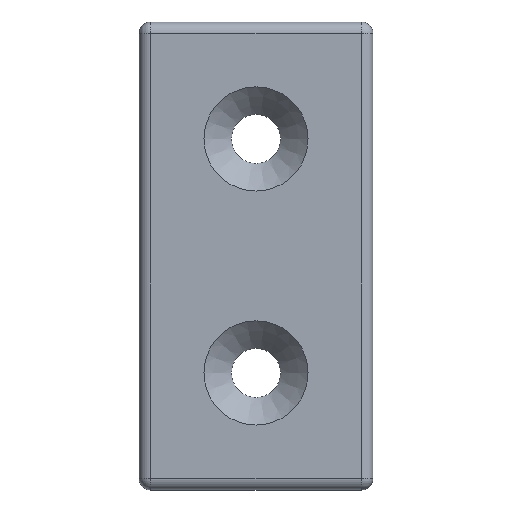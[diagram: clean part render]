
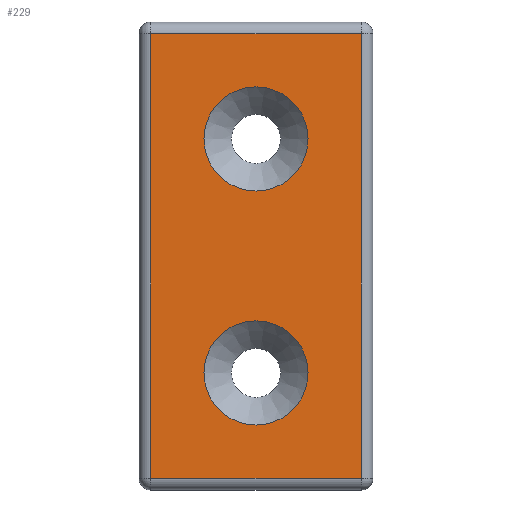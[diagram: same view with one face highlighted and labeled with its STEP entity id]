
A CAD part, top view. The second image highlights one B-rep face of the part: STEP entity #229.
In plain terms, the highlighted planar face has unit normal (0, 0, 1).
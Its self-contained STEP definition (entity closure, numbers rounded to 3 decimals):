
#229=ADVANCED_FACE('',(#268,#269,#270),#271,.T.);
#268=FACE_OUTER_BOUND('',#320,.T.);
#269=FACE_BOUND('',#321,.T.);
#270=FACE_BOUND('',#322,.T.);
#271=PLANE('',#323);
#320=EDGE_LOOP('',(#448,#449,#450,#451));
#321=EDGE_LOOP('',(#452));
#322=EDGE_LOOP('',(#453));
#323=AXIS2_PLACEMENT_3D('',#454,#455,#456);
#448=ORIENTED_EDGE('',*,*,#516,.T.);
#449=ORIENTED_EDGE('',*,*,#512,.T.);
#450=ORIENTED_EDGE('',*,*,#522,.T.);
#451=ORIENTED_EDGE('',*,*,#523,.T.);
#452=ORIENTED_EDGE('',*,*,#526,.T.);
#453=ORIENTED_EDGE('',*,*,#527,.T.);
#454=CARTESIAN_POINT('',(0.0,0.0,5.0));
#455=DIRECTION('',(0.0,0.0,1.0));
#456=DIRECTION('',(1.0,0.0,0.0));
#512=EDGE_CURVE('',#566,#570,#572,.T.);
#516=EDGE_CURVE('',#574,#566,#577,.T.);
#522=EDGE_CURVE('',#570,#533,#584,.T.);
#523=EDGE_CURVE('',#533,#574,#585,.T.);
#526=EDGE_CURVE('',#588,#588,#589,.T.);
#527=EDGE_CURVE('',#590,#590,#591,.T.);
#533=VERTEX_POINT('',#601);
#566=VERTEX_POINT('',#645);
#570=VERTEX_POINT('',#649);
#572=LINE('',#651,#652);
#574=VERTEX_POINT('',#655);
#577=LINE('',#659,#660);
#584=LINE('',#668,#669);
#585=LINE('',#670,#671);
#588=VERTEX_POINT('',#676);
#589=CIRCLE('',#677,8.9);
#590=VERTEX_POINT('',#678);
#591=CIRCLE('',#679,8.9);
#601=CARTESIAN_POINT('',(-18.0,-38.0,5.0));
#645=CARTESIAN_POINT('',(18.0,38.0,5.0));
#649=CARTESIAN_POINT('',(-18.0,38.0,5.0));
#651=CARTESIAN_POINT('',(0.,38.0,5.0));
#652=VECTOR('',#732,1.0);
#655=CARTESIAN_POINT('',(18.0,-38.0,5.0));
#659=CARTESIAN_POINT('',(18.0,0.,5.0));
#660=VECTOR('',#738,1.0);
#668=CARTESIAN_POINT('',(-18.0,0.,5.0));
#669=VECTOR('',#752,1.0);
#670=CARTESIAN_POINT('',(0.0,-38.0,5.0));
#671=VECTOR('',#753,1.0);
#676=CARTESIAN_POINT('',(8.9,-20.0,5.0));
#677=AXIS2_PLACEMENT_3D('',#756,#757,#758);
#678=CARTESIAN_POINT('',(8.9,20.0,5.0));
#679=AXIS2_PLACEMENT_3D('',#759,#760,#761);
#732=DIRECTION('',(-1.0,0.,0.0));
#738=DIRECTION('',(0.,1.0,0.0));
#752=DIRECTION('',(0.,-1.0,0.0));
#753=DIRECTION('',(1.0,0.0,0.0));
#756=CARTESIAN_POINT('',(0.0,-20.0,5.0));
#757=DIRECTION('',(0.0,0.0,-1.0));
#758=DIRECTION('',(1.0,0.0,0.0));
#759=CARTESIAN_POINT('',(0.0,20.0,5.0));
#760=DIRECTION('',(0.0,0.0,-1.0));
#761=DIRECTION('',(1.0,0.0,0.0));
